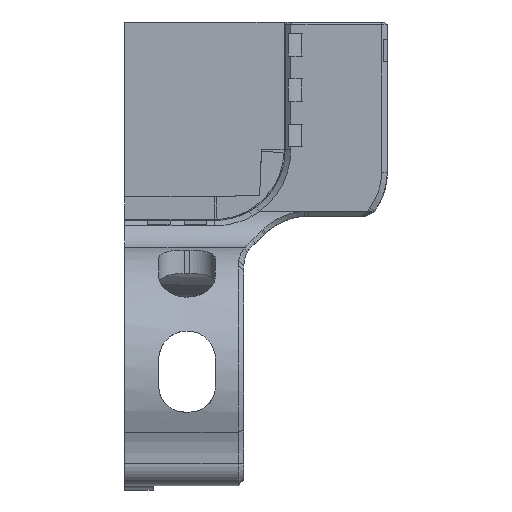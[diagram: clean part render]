
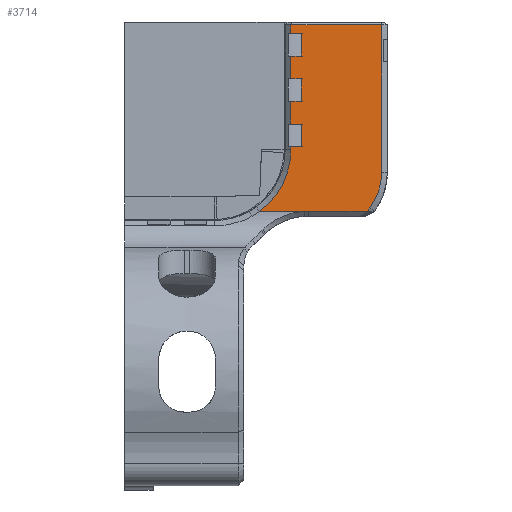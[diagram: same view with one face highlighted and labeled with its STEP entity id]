
A CAD part, left-side view. The second image highlights one B-rep face of the part: STEP entity #3714.
In plain terms, the highlighted planar face has unit normal (-1, 0, 0).
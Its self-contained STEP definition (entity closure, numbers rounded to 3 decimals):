
#144=CIRCLE('',#3931,13.5);
#145=CIRCLE('',#3932,10.5);
#288=B_SPLINE_CURVE_WITH_KNOTS('',3,(#5331,#5332,#5333,#5334),
 .UNSPECIFIED.,.F.,.F.,(4,4),(-1.439,-1.369),
 .UNSPECIFIED.);
#289=B_SPLINE_CURVE_WITH_KNOTS('',3,(#5336,#5337,#5338,#5339),
 .UNSPECIFIED.,.F.,.F.,(4,4),(-4.075,-3.039),
 .UNSPECIFIED.);
#290=B_SPLINE_CURVE_WITH_KNOTS('',3,(#5341,#5342,#5343,#5344),
 .UNSPECIFIED.,.F.,.F.,(4,4),(0.017,0.093),
 .UNSPECIFIED.);
#418=FACE_OUTER_BOUND('',#624,.T.);
#624=EDGE_LOOP('',(#2534,#2535,#2536,#2537,#2538,#2539,#2540,#2541,#2542,
#2543,#2544,#2545,#2546,#2547,#2548,#2549,#2550,#2551,#2552,#2553,#2554));
#836=LINE('',#5147,#1167);
#883=LINE('',#5292,#1214);
#888=LINE('',#5301,#1219);
#889=LINE('',#5303,#1220);
#890=LINE('',#5305,#1221);
#891=LINE('',#5307,#1222);
#892=LINE('',#5309,#1223);
#893=LINE('',#5311,#1224);
#894=LINE('',#5313,#1225);
#895=LINE('',#5315,#1226);
#896=LINE('',#5317,#1227);
#897=LINE('',#5319,#1228);
#898=LINE('',#5321,#1229);
#899=LINE('',#5323,#1230);
#900=LINE('',#5325,#1231);
#901=LINE('',#5329,#1232);
#1167=VECTOR('',#4212,10.);
#1214=VECTOR('',#4305,10.);
#1219=VECTOR('',#4312,10.);
#1220=VECTOR('',#4313,10.);
#1221=VECTOR('',#4314,10.);
#1222=VECTOR('',#4315,10.);
#1223=VECTOR('',#4316,10.);
#1224=VECTOR('',#4317,10.);
#1225=VECTOR('',#4318,10.);
#1226=VECTOR('',#4319,10.);
#1227=VECTOR('',#4320,10.);
#1228=VECTOR('',#4321,10.);
#1229=VECTOR('',#4322,10.);
#1230=VECTOR('',#4323,10.);
#1231=VECTOR('',#4324,10.);
#1232=VECTOR('',#4327,10.);
#1498=VERTEX_POINT('',#5144);
#1499=VERTEX_POINT('',#5146);
#1540=VERTEX_POINT('',#5291);
#1543=VERTEX_POINT('',#5300);
#1544=VERTEX_POINT('',#5302);
#1545=VERTEX_POINT('',#5304);
#1546=VERTEX_POINT('',#5306);
#1547=VERTEX_POINT('',#5308);
#1548=VERTEX_POINT('',#5310);
#1549=VERTEX_POINT('',#5312);
#1550=VERTEX_POINT('',#5314);
#1551=VERTEX_POINT('',#5316);
#1552=VERTEX_POINT('',#5318);
#1553=VERTEX_POINT('',#5320);
#1554=VERTEX_POINT('',#5322);
#1555=VERTEX_POINT('',#5324);
#1556=VERTEX_POINT('',#5326);
#1557=VERTEX_POINT('',#5328);
#1558=VERTEX_POINT('',#5330);
#1559=VERTEX_POINT('',#5335);
#1560=VERTEX_POINT('',#5340);
#1867=EDGE_CURVE('',#1498,#1499,#836,.T.);
#1926=EDGE_CURVE('',#1499,#1540,#883,.T.);
#1931=EDGE_CURVE('',#1543,#1498,#888,.T.);
#1932=EDGE_CURVE('',#1543,#1544,#889,.T.);
#1933=EDGE_CURVE('',#1544,#1545,#890,.T.);
#1934=EDGE_CURVE('',#1545,#1546,#891,.T.);
#1935=EDGE_CURVE('',#1547,#1546,#892,.T.);
#1936=EDGE_CURVE('',#1547,#1548,#893,.T.);
#1937=EDGE_CURVE('',#1548,#1549,#894,.T.);
#1938=EDGE_CURVE('',#1549,#1550,#895,.T.);
#1939=EDGE_CURVE('',#1551,#1550,#896,.T.);
#1940=EDGE_CURVE('',#1551,#1552,#897,.T.);
#1941=EDGE_CURVE('',#1552,#1553,#898,.T.);
#1942=EDGE_CURVE('',#1553,#1554,#899,.T.);
#1943=EDGE_CURVE('',#1555,#1554,#900,.T.);
#1944=EDGE_CURVE('',#1556,#1555,#144,.T.);
#1945=EDGE_CURVE('',#1557,#1556,#901,.T.);
#1946=EDGE_CURVE('',#1558,#1557,#288,.T.);
#1947=EDGE_CURVE('',#1559,#1558,#289,.T.);
#1948=EDGE_CURVE('',#1560,#1559,#290,.T.);
#1949=EDGE_CURVE('',#1540,#1560,#145,.T.);
#2534=ORIENTED_EDGE('',*,*,#1867,.F.);
#2535=ORIENTED_EDGE('',*,*,#1931,.F.);
#2536=ORIENTED_EDGE('',*,*,#1932,.T.);
#2537=ORIENTED_EDGE('',*,*,#1933,.T.);
#2538=ORIENTED_EDGE('',*,*,#1934,.T.);
#2539=ORIENTED_EDGE('',*,*,#1935,.F.);
#2540=ORIENTED_EDGE('',*,*,#1936,.T.);
#2541=ORIENTED_EDGE('',*,*,#1937,.T.);
#2542=ORIENTED_EDGE('',*,*,#1938,.T.);
#2543=ORIENTED_EDGE('',*,*,#1939,.F.);
#2544=ORIENTED_EDGE('',*,*,#1940,.T.);
#2545=ORIENTED_EDGE('',*,*,#1941,.T.);
#2546=ORIENTED_EDGE('',*,*,#1942,.T.);
#2547=ORIENTED_EDGE('',*,*,#1943,.F.);
#2548=ORIENTED_EDGE('',*,*,#1944,.F.);
#2549=ORIENTED_EDGE('',*,*,#1945,.F.);
#2550=ORIENTED_EDGE('',*,*,#1946,.F.);
#2551=ORIENTED_EDGE('',*,*,#1947,.F.);
#2552=ORIENTED_EDGE('',*,*,#1948,.F.);
#2553=ORIENTED_EDGE('',*,*,#1949,.F.);
#2554=ORIENTED_EDGE('',*,*,#1926,.F.);
#3619=PLANE('',#3930);
#3714=ADVANCED_FACE('',(#418),#3619,.T.);
#3930=AXIS2_PLACEMENT_3D('',#5299,#4310,#4311);
#3931=AXIS2_PLACEMENT_3D('',#5327,#4325,#4326);
#3932=AXIS2_PLACEMENT_3D('',#5345,#4328,#4329);
#4212=DIRECTION('',(0.,-1.,0.));
#4305=DIRECTION('',(0.,0.,-1.));
#4310=DIRECTION('center_axis',(-1.,0.,0.));
#4311=DIRECTION('ref_axis',(0.,0.,-1.));
#4312=DIRECTION('',(0.,0.,1.));
#4313=DIRECTION('',(0.,-1.,0.));
#4314=DIRECTION('',(0.,0.,-1.));
#4315=DIRECTION('',(0.,1.,0.));
#4316=DIRECTION('',(0.,0.,1.));
#4317=DIRECTION('',(0.,-1.,0.));
#4318=DIRECTION('',(0.,0.,-1.));
#4319=DIRECTION('',(0.,1.,0.));
#4320=DIRECTION('',(0.,0.,1.));
#4321=DIRECTION('',(0.,-1.,0.));
#4322=DIRECTION('',(0.,0.,-1.));
#4323=DIRECTION('',(0.,1.,0.));
#4324=DIRECTION('',(0.,0.,1.));
#4325=DIRECTION('center_axis',(-1.,0.,0.));
#4326=DIRECTION('ref_axis',(0.,-0.707,-0.707));
#4327=DIRECTION('',(0.,1.,0.));
#4328=DIRECTION('center_axis',(1.,0.,0.));
#4329=DIRECTION('ref_axis',(0.,-0.707,-0.707));
#5144=CARTESIAN_POINT('',(3.119,-24.294,62.38));
#5146=CARTESIAN_POINT('',(3.119,-40.294,62.38));
#5147=CARTESIAN_POINT('',(3.119,-11.397,62.38));
#5291=CARTESIAN_POINT('',(3.119,-40.294,36.38));
#5292=CARTESIAN_POINT('',(3.119,-40.294,24.38));
#5299=CARTESIAN_POINT('Origin',(3.119,3.,23.88));
#5300=CARTESIAN_POINT('',(3.119,-24.294,60.88));
#5301=CARTESIAN_POINT('',(3.119,-24.294,25.88));
#5302=CARTESIAN_POINT('',(3.119,-26.106,60.88));
#5303=CARTESIAN_POINT('',(3.119,-11.708,60.88));
#5304=CARTESIAN_POINT('',(3.119,-26.106,56.88));
#5305=CARTESIAN_POINT('',(3.119,-26.106,60.88));
#5306=CARTESIAN_POINT('',(3.119,-24.294,56.88));
#5307=CARTESIAN_POINT('',(3.119,-11.708,56.88));
#5308=CARTESIAN_POINT('',(3.119,-24.294,52.88));
#5309=CARTESIAN_POINT('',(3.119,-24.294,25.88));
#5310=CARTESIAN_POINT('',(3.119,-26.106,52.88));
#5311=CARTESIAN_POINT('',(3.119,-11.708,52.88));
#5312=CARTESIAN_POINT('',(3.119,-26.106,48.88));
#5313=CARTESIAN_POINT('',(3.119,-26.106,52.88));
#5314=CARTESIAN_POINT('',(3.119,-24.294,48.88));
#5315=CARTESIAN_POINT('',(3.119,-11.708,48.88));
#5316=CARTESIAN_POINT('',(3.119,-24.294,44.88));
#5317=CARTESIAN_POINT('',(3.119,-24.294,25.88));
#5318=CARTESIAN_POINT('',(3.119,-26.106,44.88));
#5319=CARTESIAN_POINT('',(3.119,-11.708,44.88));
#5320=CARTESIAN_POINT('',(3.119,-26.106,40.88));
#5321=CARTESIAN_POINT('',(3.119,-26.106,44.88));
#5322=CARTESIAN_POINT('',(3.119,-24.294,40.88));
#5323=CARTESIAN_POINT('',(3.119,-11.708,40.88));
#5324=CARTESIAN_POINT('',(3.119,-24.294,40.38));
#5325=CARTESIAN_POINT('',(3.119,-24.294,25.88));
#5326=CARTESIAN_POINT('',(3.119,-18.795,29.507));
#5327=CARTESIAN_POINT('Origin',(3.119,-10.794,40.38));
#5328=CARTESIAN_POINT('',(3.119,-26.614,29.507));
#5329=CARTESIAN_POINT('',(3.119,3.,29.507));
#5330=CARTESIAN_POINT('',(3.119,-27.39,29.532));
#5331=CARTESIAN_POINT('Ctrl Pts',(3.119,-27.39,29.532));
#5332=CARTESIAN_POINT('Ctrl Pts',(3.119,-27.135,29.532));
#5333=CARTESIAN_POINT('Ctrl Pts',(3.119,-26.876,29.524));
#5334=CARTESIAN_POINT('Ctrl Pts',(3.119,-26.614,29.507));
#5335=CARTESIAN_POINT('',(3.119,-37.754,29.532));
#5336=CARTESIAN_POINT('Ctrl Pts',(3.119,-37.754,29.532));
#5337=CARTESIAN_POINT('Ctrl Pts',(3.119,-34.299,29.532));
#5338=CARTESIAN_POINT('Ctrl Pts',(3.119,-30.844,29.532));
#5339=CARTESIAN_POINT('Ctrl Pts',(3.119,-27.39,29.532));
#5340=CARTESIAN_POINT('',(3.119,-38.212,30.105));
#5341=CARTESIAN_POINT('Ctrl Pts',(3.119,-38.212,30.105));
#5342=CARTESIAN_POINT('Ctrl Pts',(3.119,-38.063,29.904));
#5343=CARTESIAN_POINT('Ctrl Pts',(3.119,-37.91,29.715));
#5344=CARTESIAN_POINT('Ctrl Pts',(3.119,-37.754,29.532));
#5345=CARTESIAN_POINT('Origin',(3.119,-29.794,36.38));
